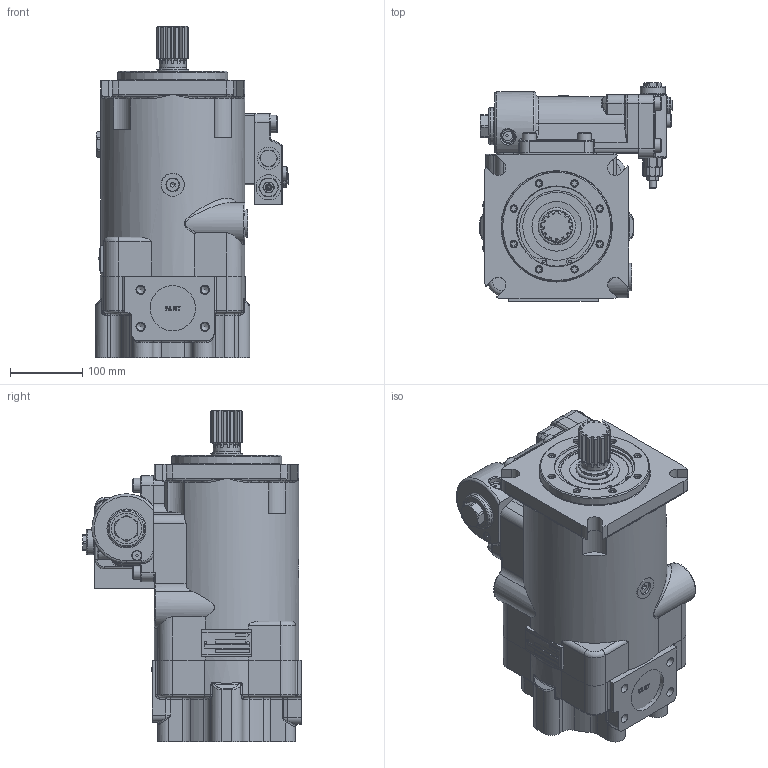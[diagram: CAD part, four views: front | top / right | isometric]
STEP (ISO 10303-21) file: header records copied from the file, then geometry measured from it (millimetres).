
FILE_DESCRIPTION((''),'2;1');
FILE_NAME('PVG_150.stp','2015-12-18T15:04:01',('JGroves'),(''),'Autodesk Inventor 2012','Autodesk Inventor 2012','');
FILE_SCHEMA(('AUTOMOTIVE_DESIGN { 1 0 10303 214 1 1 1 1 }'));
Length unit declared in the file: inch
Products named in the file (1): pvg150a1uvldflp1nnnn-1
Bounding box: 266.06 x 302.01 x 458.14 mm (x, y, z)
Surface area: 588833.7 mm2 (no closed solid volume)
Topology: 0 solids, 73 shells, 1295 faces, 4169 edges, 2969 vertices
Faces by surface type: plane 580, cylinder 350, cone 148, torus 131, bspline 74, sphere 12
Full cylindrical faces by diameter (mm): 3.962 x2, 4.775 x1, 6.35 x3, 7.925 x5, 9.525 x6, 10.312 x8, 10.719 x14, 12.7 x15, 13.894 x2, 13.97 x2, 14.275 x3, 15.875 x2, 18.796 x1, 19.05 x7, 22.784 x1, 25.4 x1, 29.972 x1, 30.175 x4, 30.937 x2, 34.544 x1, 37.084 x1, 38.1 x1, 42.875 x1, 44.45 x1, 49.022 x1, 50.8 x1, 61.214 x1, 62.738 x1, 68.58 x1, 93.98 x1
Entity records: 53684 total; most frequent: CARTESIAN_POINT 17131, DIRECTION 7019, ORIENTED_EDGE 6671, EDGE_CURVE 3945, VERTEX_POINT 2900, VECTOR 2395, LINE 2395, AXIS2_PLACEMENT_3D 2312
